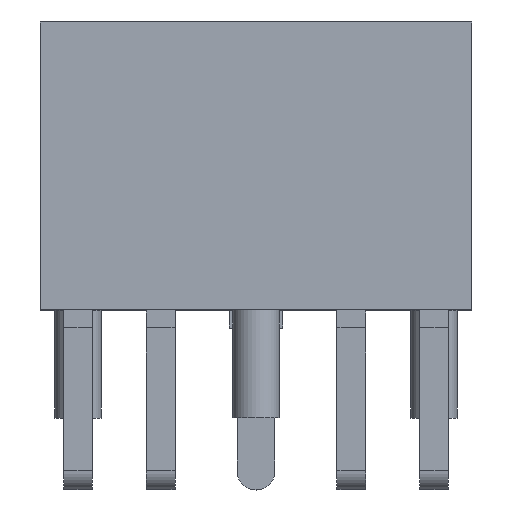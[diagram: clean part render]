
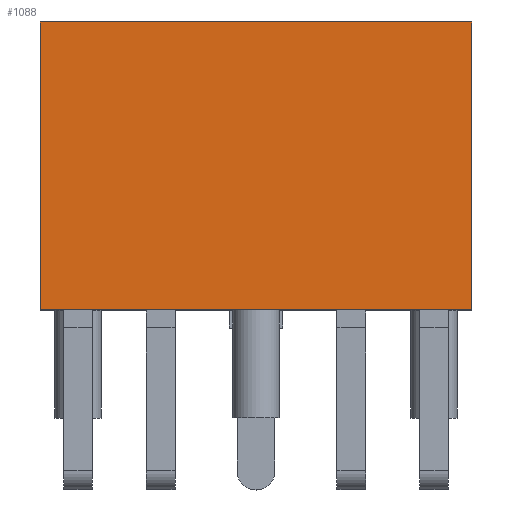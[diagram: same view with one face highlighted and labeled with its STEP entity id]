
A CAD part, top view. The second image highlights one B-rep face of the part: STEP entity #1088.
In plain terms, the highlighted planar face has unit normal (0, 0, 1).
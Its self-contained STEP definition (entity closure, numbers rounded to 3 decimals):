
#112=FACE_OUTER_BOUND('',#175,.T.);
#175=EDGE_LOOP('',(#941,#942,#943,#944));
#308=LINE('',#1773,#435);
#309=LINE('',#1776,#436);
#310=LINE('',#1778,#437);
#311=LINE('',#1779,#438);
#435=VECTOR('',#1464,10.);
#436=VECTOR('',#1467,10.);
#437=VECTOR('',#1468,10.);
#438=VECTOR('',#1469,10.);
#535=VERTEX_POINT('',#1769);
#536=VERTEX_POINT('',#1771);
#537=VERTEX_POINT('',#1775);
#538=VERTEX_POINT('',#1777);
#680=EDGE_CURVE('',#535,#536,#308,.T.);
#681=EDGE_CURVE('',#537,#535,#309,.T.);
#682=EDGE_CURVE('',#538,#536,#310,.T.);
#683=EDGE_CURVE('',#537,#538,#311,.T.);
#941=ORIENTED_EDGE('',*,*,#681,.T.);
#942=ORIENTED_EDGE('',*,*,#680,.T.);
#943=ORIENTED_EDGE('',*,*,#682,.F.);
#944=ORIENTED_EDGE('',*,*,#683,.F.);
#1027=PLANE('',#1183);
#1088=ADVANCED_FACE('',(#112),#1027,.T.);
#1183=AXIS2_PLACEMENT_3D('',#1774,#1465,#1466);
#1464=DIRECTION('',(0.,1.,0.));
#1465=DIRECTION('center_axis',(0.,0.,1.));
#1466=DIRECTION('ref_axis',(1.,0.,0.));
#1467=DIRECTION('',(1.,0.,0.));
#1468=DIRECTION('',(1.,0.,0.));
#1469=DIRECTION('',(0.,1.,0.));
#1769=CARTESIAN_POINT('',(6.,0.,5.8));
#1771=CARTESIAN_POINT('',(6.,8.,5.8));
#1773=CARTESIAN_POINT('',(6.,0.,5.8));
#1774=CARTESIAN_POINT('Origin',(-6.,0.,5.8));
#1775=CARTESIAN_POINT('',(-6.,0.,5.8));
#1776=CARTESIAN_POINT('',(-6.,0.,5.8));
#1777=CARTESIAN_POINT('',(-6.,8.,5.8));
#1778=CARTESIAN_POINT('',(-6.,8.,5.8));
#1779=CARTESIAN_POINT('',(-6.,0.,5.8));
